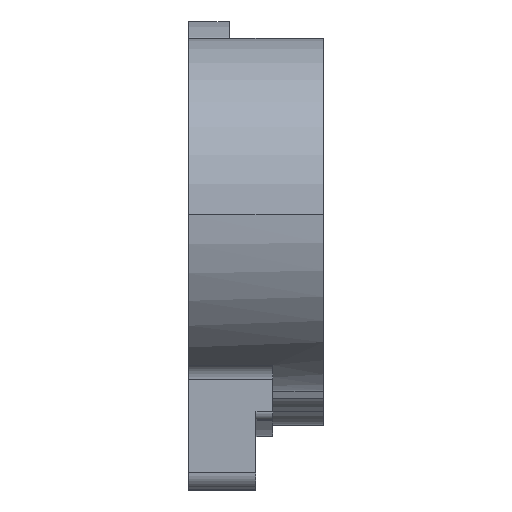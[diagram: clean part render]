
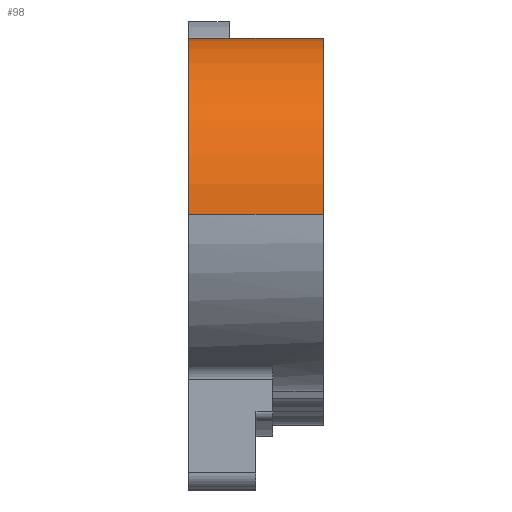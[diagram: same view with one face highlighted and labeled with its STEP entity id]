
A CAD part, top view. The second image highlights one B-rep face of the part: STEP entity #98.
In plain terms, the highlighted cylindrical face has radius 33.337 mm (diameter 66.675 mm), a partial arc.
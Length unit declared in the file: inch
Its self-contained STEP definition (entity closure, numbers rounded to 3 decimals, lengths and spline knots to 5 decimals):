
#98 = ADVANCED_FACE ( 'NONE', ( #5302 ), #3243, .T. ) ;
#329 = AXIS2_PLACEMENT_3D ( 'NONE', #3517, #1402, #3884 ) ;
#350 = VERTEX_POINT ( 'NONE', #4162 ) ;
#568 = EDGE_LOOP ( 'NONE', ( #2700, #5554, #735, #5016 ) ) ;
#735 = ORIENTED_EDGE ( 'NONE', *, *, #4407, .T. ) ;
#894 = CARTESIAN_POINT ( 'NONE',  ( 0., -0.0775, 8.55796 ) ) ;
#1033 = DIRECTION ( 'NONE',  ( -1., 0., 0. ) ) ;
#1137 = CARTESIAN_POINT ( 'NONE',  ( 1., -0.0775, 8.55796 ) ) ;
#1226 = CARTESIAN_POINT ( 'NONE',  ( 1., 0.94453, 7.73449 ) ) ;
#1295 = VERTEX_POINT ( 'NONE', #1455 ) ;
#1402 = DIRECTION ( 'NONE',  ( 1., 0., 0. ) ) ;
#1444 = DIRECTION ( 'NONE',  ( 0., 0., 1. ) ) ;
#1455 = CARTESIAN_POINT ( 'NONE',  ( 0., -0.0775, 9.87046 ) ) ;
#1508 = EDGE_CURVE ( 'NONE', #5076, #1295, #2919, .T. ) ;
#1520 = CARTESIAN_POINT ( 'NONE',  ( 1., -0.0775, 9.87046 ) ) ;
#1654 = CARTESIAN_POINT ( 'NONE',  ( 0., 0.94453, 7.73449 ) ) ;
#2201 = DIRECTION ( 'NONE',  ( 0., 0., 1. ) ) ;
#2203 = DIRECTION ( 'NONE',  ( -1., 0., 0. ) ) ;
#2700 = ORIENTED_EDGE ( 'NONE', *, *, #3292, .F. ) ;
#2919 = CIRCLE ( 'NONE', #5073, 1.3125 ) ;
#3243 = CYLINDRICAL_SURFACE ( 'NONE', #3609, 1.3125 ) ;
#3292 = EDGE_CURVE ( 'NONE', #350, #1295, #3620, .T. ) ;
#3406 = VECTOR ( 'NONE', #2203, 39.37008 ) ;
#3417 = VERTEX_POINT ( 'NONE', #5031 ) ;
#3517 = CARTESIAN_POINT ( 'NONE',  ( 1., -0.0775, 8.55796 ) ) ;
#3609 = AXIS2_PLACEMENT_3D ( 'NONE', #1137, #3621, #1444 ) ;
#3620 = LINE ( 'NONE', #1520, #3633 ) ;
#3621 = DIRECTION ( 'NONE',  ( -1., 0., 0. ) ) ;
#3633 = VECTOR ( 'NONE', #1033, 39.37008 ) ;
#3884 = DIRECTION ( 'NONE',  ( 0., 0., 1. ) ) ;
#4162 = CARTESIAN_POINT ( 'NONE',  ( 1., -0.0775, 9.87046 ) ) ;
#4202 = CIRCLE ( 'NONE', #329, 1.3125 ) ;
#4407 = EDGE_CURVE ( 'NONE', #3417, #5076, #5074, .T. ) ;
#4801 = DIRECTION ( 'NONE',  ( 1., 0., 0. ) ) ;
#5016 = ORIENTED_EDGE ( 'NONE', *, *, #1508, .T. ) ;
#5031 = CARTESIAN_POINT ( 'NONE',  ( 1., 0.94453, 7.73449 ) ) ;
#5073 = AXIS2_PLACEMENT_3D ( 'NONE', #894, #4801, #2201 ) ;
#5074 = LINE ( 'NONE', #1226, #3406 ) ;
#5076 = VERTEX_POINT ( 'NONE', #1654 ) ;
#5302 = FACE_OUTER_BOUND ( 'NONE', #568, .T. ) ;
#5512 = EDGE_CURVE ( 'NONE', #3417, #350, #4202, .T. ) ;
#5554 = ORIENTED_EDGE ( 'NONE', *, *, #5512, .F. ) ;
